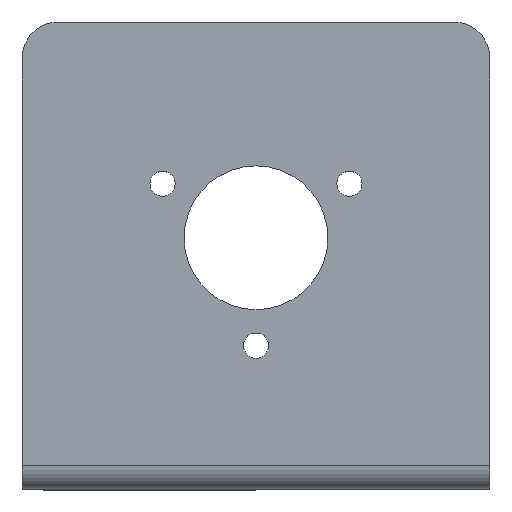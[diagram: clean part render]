
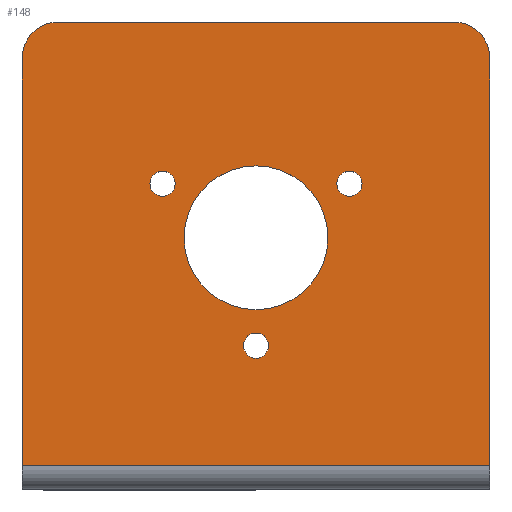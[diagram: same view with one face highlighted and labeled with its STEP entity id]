
A CAD part, top view. The second image highlights one B-rep face of the part: STEP entity #148.
In plain terms, the highlighted planar face has unit normal (0, 0, 1).
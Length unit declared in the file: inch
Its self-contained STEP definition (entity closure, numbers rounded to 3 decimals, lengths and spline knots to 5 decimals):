
#2 = FACE_BOUND ( 'NONE', #743, .T. ) ;
#6 = FACE_BOUND ( 'NONE', #528, .T. ) ;
#37 = EDGE_CURVE ( 'NONE', #241, #793, #803, .T. ) ;
#38 = DIRECTION ( 'NONE',  ( 0., 0., -1. ) ) ;
#39 = VERTEX_POINT ( 'NONE', #881 ) ;
#41 = VERTEX_POINT ( 'NONE', #1058 ) ;
#70 = VERTEX_POINT ( 'NONE', #975 ) ;
#76 = CARTESIAN_POINT ( 'NONE',  ( -0.58033, 1.67323, 0. ) ) ;
#93 = EDGE_CURVE ( 'NONE', #176, #955, #906, .T. ) ;
#123 = CIRCLE ( 'NONE', #169, 0.19685 ) ;
#125 = EDGE_CURVE ( 'NONE', #314, #39, #656, .T. ) ;
#128 = ORIENTED_EDGE ( 'NONE', *, *, #37, .F. ) ;
#129 = DIRECTION ( 'NONE',  ( 1., 0., 0. ) ) ;
#130 = ORIENTED_EDGE ( 'NONE', *, *, #718, .T. ) ;
#137 = EDGE_CURVE ( 'NONE', #586, #318, #123, .T. ) ;
#147 = CARTESIAN_POINT ( 'NONE',  ( 0., 1.37795, 0. ) ) ;
#148 = ADVANCED_FACE ( 'NONE', ( #6, #2, #461, #852, #947 ), #877, .T. ) ;
#169 = AXIS2_PLACEMENT_3D ( 'NONE', #883, #237, #998 ) ;
#176 = VERTEX_POINT ( 'NONE', #76 ) ;
#200 = DIRECTION ( 'NONE',  ( 0., 0., -1. ) ) ;
#211 = EDGE_CURVE ( 'NONE', #736, #70, #260, .T. ) ;
#216 = DIRECTION ( 'NONE',  ( 0., -1., 0. ) ) ;
#219 = AXIS2_PLACEMENT_3D ( 'NONE', #986, #1074, #565 ) ;
#237 = DIRECTION ( 'NONE',  ( 0., 0., -1. ) ) ;
#241 = VERTEX_POINT ( 'NONE', #423 ) ;
#260 = CIRCLE ( 'NONE', #219, 0.0689 ) ;
#263 = CARTESIAN_POINT ( 'NONE',  ( -0.3937, 1.37795, 0. ) ) ;
#264 = DIRECTION ( 'NONE',  ( 0., 0., -1. ) ) ;
#269 = ORIENTED_EDGE ( 'NONE', *, *, #1057, .T. ) ;
#283 = DIRECTION ( 'NONE',  ( -1., 0., 0. ) ) ;
#294 = ORIENTED_EDGE ( 'NONE', *, *, #439, .T. ) ;
#304 = ORIENTED_EDGE ( 'NONE', *, *, #963, .T. ) ;
#306 = DIRECTION ( 'NONE',  ( 0., 0., -1. ) ) ;
#312 = DIRECTION ( 'NONE',  ( 0., 0., -1. ) ) ;
#314 = VERTEX_POINT ( 'NONE', #263 ) ;
#318 = VERTEX_POINT ( 'NONE', #585 ) ;
#323 = CARTESIAN_POINT ( 'NONE',  ( -0.0689, 0.7874, 0. ) ) ;
#341 = ORIENTED_EDGE ( 'NONE', *, *, #211, .T. ) ;
#348 = DIRECTION ( 'NONE',  ( 1., 0., 0. ) ) ;
#353 = DIRECTION ( 'NONE',  ( 0., 0., -1. ) ) ;
#374 = CARTESIAN_POINT ( 'NONE',  ( 0.58033, 1.67323, 0. ) ) ;
#379 = EDGE_CURVE ( 'NONE', #691, #793, #869, .T. ) ;
#383 = AXIS2_PLACEMENT_3D ( 'NONE', #950, #353, #348 ) ;
#398 = VECTOR ( 'NONE', #830, 39.37008 ) ;
#413 = LINE ( 'NONE', #1043, #630 ) ;
#423 = CARTESIAN_POINT ( 'NONE',  ( 1.27953, 2.3622, 0. ) ) ;
#433 = EDGE_LOOP ( 'NONE', ( #128, #835, #497, #756, #130, #826 ) ) ;
#438 = CARTESIAN_POINT ( 'NONE',  ( 0., 0.7874, 0. ) ) ;
#439 = EDGE_CURVE ( 'NONE', #955, #176, #905, .T. ) ;
#452 = CIRCLE ( 'NONE', #909, 0.3937 ) ;
#461 = FACE_BOUND ( 'NONE', #796, .T. ) ;
#465 = AXIS2_PLACEMENT_3D ( 'NONE', #1007, #264, #582 ) ;
#475 = CARTESIAN_POINT ( 'NONE',  ( 1.08268, 2.3622, 0. ) ) ;
#489 = CARTESIAN_POINT ( 'NONE',  ( -0.44253, 1.67323, 0. ) ) ;
#493 = EDGE_LOOP ( 'NONE', ( #269, #785 ) ) ;
#497 = ORIENTED_EDGE ( 'NONE', *, *, #658, .F. ) ;
#514 = CIRCLE ( 'NONE', #525, 0.0689 ) ;
#525 = AXIS2_PLACEMENT_3D ( 'NONE', #438, #38, #686 ) ;
#528 = EDGE_LOOP ( 'NONE', ( #648, #1020 ) ) ;
#544 = CARTESIAN_POINT ( 'NONE',  ( -1.27953, 0.12992, 0. ) ) ;
#557 = CARTESIAN_POINT ( 'NONE',  ( -0.51143, 1.67323, 0. ) ) ;
#565 = DIRECTION ( 'NONE',  ( 1., 0., 0. ) ) ;
#568 = AXIS2_PLACEMENT_3D ( 'NONE', #147, #804, #1069 ) ;
#582 = DIRECTION ( 'NONE',  ( 1., 0., 0. ) ) ;
#585 = CARTESIAN_POINT ( 'NONE',  ( -1.08268, 2.55906, 0. ) ) ;
#586 = VERTEX_POINT ( 'NONE', #1025 ) ;
#596 = EDGE_CURVE ( 'NONE', #39, #314, #452, .T. ) ;
#615 = CARTESIAN_POINT ( 'NONE',  ( -1.27953, 2.55906, 0. ) ) ;
#625 = CARTESIAN_POINT ( 'NONE',  ( 0., 0.7874, 0. ) ) ;
#630 = VECTOR ( 'NONE', #216, 39.37008 ) ;
#637 = CARTESIAN_POINT ( 'NONE',  ( 1.27953, 0., 0. ) ) ;
#639 = DIRECTION ( 'NONE',  ( 1., 0., 0. ) ) ;
#642 = EDGE_CURVE ( 'NONE', #941, #41, #839, .T. ) ;
#648 = ORIENTED_EDGE ( 'NONE', *, *, #125, .T. ) ;
#649 = DIRECTION ( 'NONE',  ( 1., 0., 0. ) ) ;
#653 = CIRCLE ( 'NONE', #465, 0.0689 ) ;
#656 = CIRCLE ( 'NONE', #568, 0.3937 ) ;
#658 = EDGE_CURVE ( 'NONE', #318, #770, #1041, .T. ) ;
#676 = CARTESIAN_POINT ( 'NONE',  ( 0., 1.37795, 0. ) ) ;
#686 = DIRECTION ( 'NONE',  ( 1., 0., 0. ) ) ;
#691 = VERTEX_POINT ( 'NONE', #544 ) ;
#711 = DIRECTION ( 'NONE',  ( 1., 0., 0. ) ) ;
#715 = CARTESIAN_POINT ( 'NONE',  ( 1.27953, 0.12992, 0. ) ) ;
#718 = EDGE_CURVE ( 'NONE', #586, #691, #413, .T. ) ;
#724 = VECTOR ( 'NONE', #798, 39.37008 ) ;
#736 = VERTEX_POINT ( 'NONE', #374 ) ;
#743 = EDGE_LOOP ( 'NONE', ( #341, #304 ) ) ;
#747 = EDGE_CURVE ( 'NONE', #770, #241, #960, .T. ) ;
#750 = VECTOR ( 'NONE', #129, 39.37008 ) ;
#756 = ORIENTED_EDGE ( 'NONE', *, *, #137, .F. ) ;
#770 = VERTEX_POINT ( 'NONE', #971 ) ;
#785 = ORIENTED_EDGE ( 'NONE', *, *, #642, .T. ) ;
#793 = VERTEX_POINT ( 'NONE', #715 ) ;
#795 = AXIS2_PLACEMENT_3D ( 'NONE', #625, #1040, #952 ) ;
#796 = EDGE_LOOP ( 'NONE', ( #294, #913 ) ) ;
#798 = DIRECTION ( 'NONE',  ( 0., -1., 0. ) ) ;
#803 = LINE ( 'NONE', #637, #724 ) ;
#804 = DIRECTION ( 'NONE',  ( 0., 0., -1. ) ) ;
#826 = ORIENTED_EDGE ( 'NONE', *, *, #379, .T. ) ;
#830 = DIRECTION ( 'NONE',  ( 1., 0., 0. ) ) ;
#835 = ORIENTED_EDGE ( 'NONE', *, *, #747, .F. ) ;
#839 = CIRCLE ( 'NONE', #795, 0.0689 ) ;
#841 = CARTESIAN_POINT ( 'NONE',  ( -1.27953, 0.12992, 0. ) ) ;
#852 = FACE_BOUND ( 'NONE', #493, .T. ) ;
#869 = LINE ( 'NONE', #841, #398 ) ;
#877 = PLANE ( 'NONE',  #931 ) ;
#881 = CARTESIAN_POINT ( 'NONE',  ( 0.3937, 1.37795, 0. ) ) ;
#883 = CARTESIAN_POINT ( 'NONE',  ( -1.08268, 2.3622, 0. ) ) ;
#905 = CIRCLE ( 'NONE', #383, 0.0689 ) ;
#906 = CIRCLE ( 'NONE', #1070, 0.0689 ) ;
#909 = AXIS2_PLACEMENT_3D ( 'NONE', #676, #200, #283 ) ;
#911 = DIRECTION ( 'NONE',  ( 0., 0., 1. ) ) ;
#913 = ORIENTED_EDGE ( 'NONE', *, *, #93, .T. ) ;
#931 = AXIS2_PLACEMENT_3D ( 'NONE', #1054, #911, #649 ) ;
#941 = VERTEX_POINT ( 'NONE', #323 ) ;
#945 = AXIS2_PLACEMENT_3D ( 'NONE', #475, #306, #639 ) ;
#947 = FACE_OUTER_BOUND ( 'NONE', #433, .T. ) ;
#950 = CARTESIAN_POINT ( 'NONE',  ( -0.51143, 1.67323, 0. ) ) ;
#952 = DIRECTION ( 'NONE',  ( 1., 0., 0. ) ) ;
#955 = VERTEX_POINT ( 'NONE', #489 ) ;
#960 = CIRCLE ( 'NONE', #945, 0.19685 ) ;
#963 = EDGE_CURVE ( 'NONE', #70, #736, #653, .T. ) ;
#971 = CARTESIAN_POINT ( 'NONE',  ( 1.08268, 2.55906, 0. ) ) ;
#975 = CARTESIAN_POINT ( 'NONE',  ( 0.44253, 1.67323, 0. ) ) ;
#986 = CARTESIAN_POINT ( 'NONE',  ( 0.51143, 1.67323, 0. ) ) ;
#998 = DIRECTION ( 'NONE',  ( -1., 0., 0. ) ) ;
#1007 = CARTESIAN_POINT ( 'NONE',  ( 0.51143, 1.67323, 0. ) ) ;
#1020 = ORIENTED_EDGE ( 'NONE', *, *, #596, .T. ) ;
#1025 = CARTESIAN_POINT ( 'NONE',  ( -1.27953, 2.3622, 0. ) ) ;
#1040 = DIRECTION ( 'NONE',  ( 0., 0., -1. ) ) ;
#1041 = LINE ( 'NONE', #615, #750 ) ;
#1043 = CARTESIAN_POINT ( 'NONE',  ( -1.27953, 0., 0. ) ) ;
#1054 = CARTESIAN_POINT ( 'NONE',  ( -1.27953, 2.55906, 0. ) ) ;
#1057 = EDGE_CURVE ( 'NONE', #41, #941, #514, .T. ) ;
#1058 = CARTESIAN_POINT ( 'NONE',  ( 0.0689, 0.7874, 0. ) ) ;
#1069 = DIRECTION ( 'NONE',  ( -1., 0., 0. ) ) ;
#1070 = AXIS2_PLACEMENT_3D ( 'NONE', #557, #312, #711 ) ;
#1074 = DIRECTION ( 'NONE',  ( 0., 0., -1. ) ) ;
